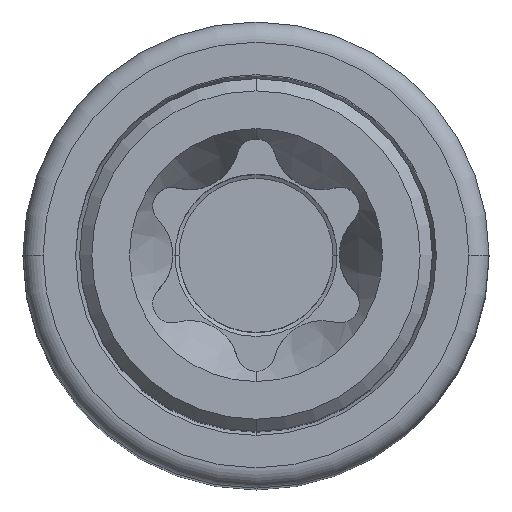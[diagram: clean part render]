
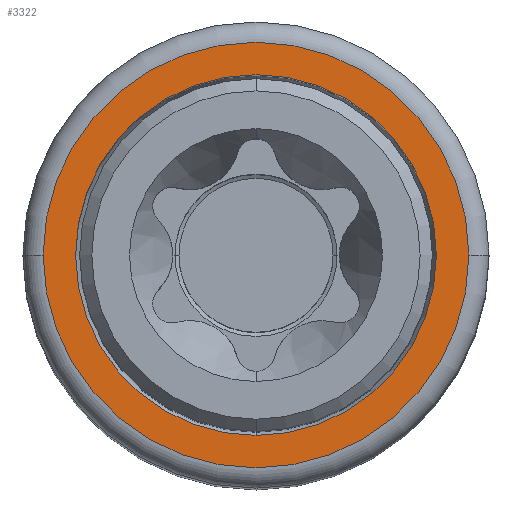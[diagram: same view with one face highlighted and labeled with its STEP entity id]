
A CAD part, top view. The second image highlights one B-rep face of the part: STEP entity #3322.
In plain terms, the highlighted face is planar.
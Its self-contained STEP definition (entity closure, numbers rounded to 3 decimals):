
#2782=CARTESIAN_POINT('',(0.,0.,-0.3));
#2783=DIRECTION('',(0.,0.,1.));
#2784=DIRECTION('',(1.,0.,0.));
#2785=AXIS2_PLACEMENT_3D('',#2782,#2783,#2784);
#2791=CARTESIAN_POINT('',(0.,0.,-0.3));
#2792=DIRECTION('',(0.,0.,1.));
#2793=DIRECTION('',(-1.,0.,0.));
#2794=AXIS2_PLACEMENT_3D('',#2791,#2792,#2793);
#2799=CARTESIAN_POINT('',(0.,0.,-0.3));
#2800=DIRECTION('',(0.,0.,-1.));
#2801=DIRECTION('',(-1.,0.,0.));
#2802=AXIS2_PLACEMENT_3D('',#2799,#2800,#2801);
#2807=CARTESIAN_POINT('',(0.,0.,-0.3));
#2808=DIRECTION('',(0.,0.,-1.));
#2809=DIRECTION('',(1.,0.,0.));
#2810=AXIS2_PLACEMENT_3D('',#2807,#2808,#2809);
#3233=CARTESIAN_POINT('',(4.45,0.,-0.3));
#3234=CARTESIAN_POINT('',(-4.45,0.,-0.3));
#3235=VERTEX_POINT('',#3233);
#3236=VERTEX_POINT('',#3234);
#3237=CARTESIAN_POINT('',(-5.25,0.,-0.3));
#3238=CARTESIAN_POINT('',(5.25,0.,-0.3));
#3239=VERTEX_POINT('',#3237);
#3240=VERTEX_POINT('',#3238);
#3305=CARTESIAN_POINT('',(0.,0.,-0.3));
#3306=DIRECTION('',(0.,0.,1.));
#3307=DIRECTION('',(1.,0.,0.));
#3308=AXIS2_PLACEMENT_3D('',#3305,#3306,#3307);
#3309=PLANE('',#3308);
#3311=ORIENTED_EDGE('',*,*,#3310,.F.);
#3313=ORIENTED_EDGE('',*,*,#3312,.F.);
#3314=EDGE_LOOP('',(#3311,#3313));
#3315=FACE_OUTER_BOUND('',#3314,.F.);
#3317=ORIENTED_EDGE('',*,*,#3316,.F.);
#3319=ORIENTED_EDGE('',*,*,#3318,.F.);
#3320=EDGE_LOOP('',(#3317,#3319));
#3321=FACE_BOUND('',#3320,.F.);
#3322=ADVANCED_FACE('',(#3315,#3321),#3309,.F.);
#2786=CIRCLE('',#2785,4.45);
#2795=CIRCLE('',#2794,4.45);
#2803=CIRCLE('',#2802,5.25);
#2811=CIRCLE('',#2810,5.25);
#3310=EDGE_CURVE('',#3239,#3240,#2803,.T.);
#3312=EDGE_CURVE('',#3240,#3239,#2811,.T.);
#3316=EDGE_CURVE('',#3235,#3236,#2786,.T.);
#3318=EDGE_CURVE('',#3236,#3235,#2795,.T.);
